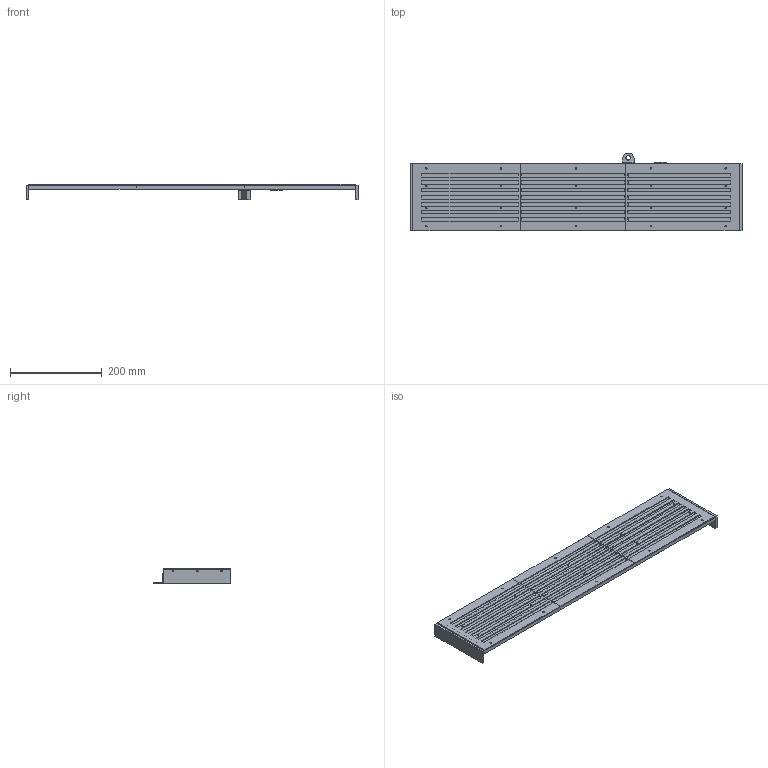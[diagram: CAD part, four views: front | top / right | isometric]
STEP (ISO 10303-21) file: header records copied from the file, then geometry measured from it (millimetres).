
FILE_DESCRIPTION(/* description */ (''),/* implementation_level */ '2;1');
FILE_NAME(/* name */ 'WS2812B Matrix v11.step',/* time_stamp */ '2024-12-12T23:03:09-07:00',/* author */ (''),/* organization */ (''),/* preprocessor_version */ 'ST-DEVELOPER v20',/* originating_system */ 'Autodesk Translation Framework v13.20.0.188',/* authorisation */ '');
FILE_SCHEMA (('AUTOMOTIVE_DESIGN { 1 0 10303 214 3 1 1 }'));
Length unit declared in the file: millimetre
Products named in the file (1): WS2812B Matrix
Bounding box: 723 x 169.01 x 33.6 mm (x, y, z)
Volume: 951441.2 mm3; surface area: 429659.1 mm2
Topology: 10 solids, 10 shells, 357 faces, 953 edges, 632 vertices
Faces by surface type: plane 263, cylinder 94
Full cylindrical faces by diameter (mm): 2.3 x4, 2.35 x2, 2.4 x42, 3.1 x20, 3.2 x22, 10 x1
Entity records: 11455 total; most frequent: CARTESIAN_POINT 1943, ORIENTED_EDGE 1906, DIRECTION 1865, EDGE_CURVE 953, LINE 757, VECTOR 757, VERTEX_POINT 632, EDGE_LOOP 557
